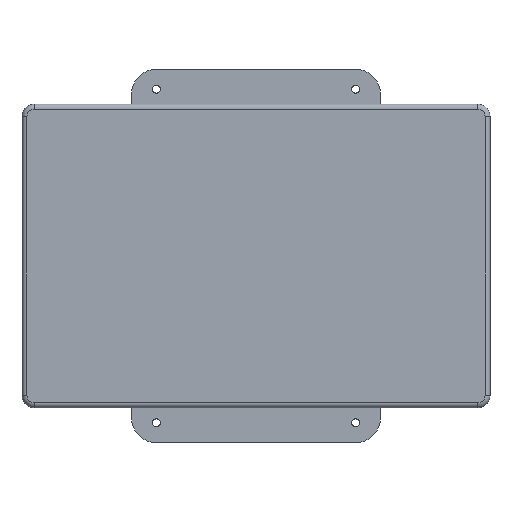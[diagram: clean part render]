
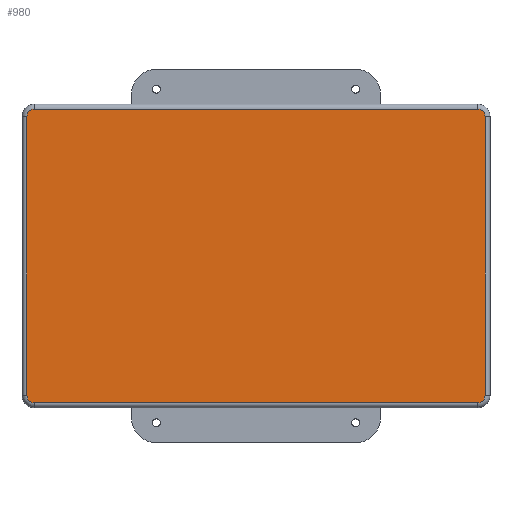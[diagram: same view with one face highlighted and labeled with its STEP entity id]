
A CAD part, top view. The second image highlights one B-rep face of the part: STEP entity #980.
In plain terms, the highlighted planar face has unit normal (0, 0, 1).
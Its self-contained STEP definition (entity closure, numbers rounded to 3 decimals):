
#44=PLANE('',#1047);
#64=CIRCLE('',#1048,3.);
#65=CIRCLE('',#1049,3.);
#66=CIRCLE('',#1050,3.);
#67=CIRCLE('',#1051,3.);
#144=ORIENTED_EDGE('',*,*,#360,.T.);
#145=ORIENTED_EDGE('',*,*,#361,.T.);
#146=ORIENTED_EDGE('',*,*,#362,.T.);
#147=ORIENTED_EDGE('',*,*,#363,.T.);
#148=ORIENTED_EDGE('',*,*,#364,.T.);
#149=ORIENTED_EDGE('',*,*,#365,.T.);
#150=ORIENTED_EDGE('',*,*,#366,.T.);
#151=ORIENTED_EDGE('',*,*,#367,.T.);
#360=EDGE_CURVE('',#464,#465,#64,.F.);
#361=EDGE_CURVE('',#465,#466,#536,.F.);
#362=EDGE_CURVE('',#466,#467,#65,.F.);
#363=EDGE_CURVE('',#467,#468,#537,.F.);
#364=EDGE_CURVE('',#468,#469,#66,.F.);
#365=EDGE_CURVE('',#469,#470,#538,.F.);
#366=EDGE_CURVE('',#470,#471,#67,.F.);
#367=EDGE_CURVE('',#471,#464,#539,.F.);
#464=VERTEX_POINT('',#1458);
#465=VERTEX_POINT('',#1459);
#466=VERTEX_POINT('',#1461);
#467=VERTEX_POINT('',#1463);
#468=VERTEX_POINT('',#1465);
#469=VERTEX_POINT('',#1467);
#470=VERTEX_POINT('',#1469);
#471=VERTEX_POINT('',#1471);
#536=LINE('',#1460,#592);
#537=LINE('',#1464,#593);
#538=LINE('',#1468,#594);
#539=LINE('',#1472,#595);
#592=VECTOR('',#1191,1000.);
#593=VECTOR('',#1194,1000.);
#594=VECTOR('',#1197,1000.);
#595=VECTOR('',#1200,1000.);
#640=EDGE_LOOP('',(#144,#145,#146,#147,#148,#149,#150,#151));
#702=FACE_BOUND('',#640,.T.);
#980=ADVANCED_FACE('',(#702),#44,.F.);
#1047=AXIS2_PLACEMENT_3D('',#1456,#1187,#1188);
#1048=AXIS2_PLACEMENT_3D('',#1457,#1189,#1190);
#1049=AXIS2_PLACEMENT_3D('',#1462,#1192,#1193);
#1050=AXIS2_PLACEMENT_3D('',#1466,#1195,#1196);
#1051=AXIS2_PLACEMENT_3D('',#1470,#1198,#1199);
#1187=DIRECTION('',(0.,0.,-1.));
#1188=DIRECTION('',(-1.,0.,0.));
#1189=DIRECTION('',(0.,0.,-1.));
#1190=DIRECTION('',(-1.,0.,0.));
#1191=DIRECTION('',(-1.,0.,0.));
#1192=DIRECTION('',(0.,0.,-1.));
#1193=DIRECTION('',(-1.,0.,0.));
#1194=DIRECTION('',(0.,-1.,0.));
#1195=DIRECTION('',(0.,0.,-1.));
#1196=DIRECTION('',(-1.,0.,0.));
#1197=DIRECTION('',(1.,0.,0.));
#1198=DIRECTION('',(0.,0.,-1.));
#1199=DIRECTION('',(-1.,0.,0.));
#1200=DIRECTION('',(0.,1.,0.));
#1456=CARTESIAN_POINT('',(-89.,56.,5.));
#1457=CARTESIAN_POINT('',(-89.,-56.,5.));
#1458=CARTESIAN_POINT('',(-92.,-56.,5.));
#1459=CARTESIAN_POINT('',(-89.,-59.,5.));
#1460=CARTESIAN_POINT('',(89.,-59.,5.));
#1461=CARTESIAN_POINT('',(89.,-59.,5.));
#1462=CARTESIAN_POINT('',(89.,-56.,5.));
#1463=CARTESIAN_POINT('',(92.,-56.,5.));
#1464=CARTESIAN_POINT('',(92.,56.,5.));
#1465=CARTESIAN_POINT('',(92.,56.,5.));
#1466=CARTESIAN_POINT('',(89.,56.,5.));
#1467=CARTESIAN_POINT('',(89.,59.,5.));
#1468=CARTESIAN_POINT('',(-89.,59.,5.));
#1469=CARTESIAN_POINT('',(-89.,59.,5.));
#1470=CARTESIAN_POINT('',(-89.,56.,5.));
#1471=CARTESIAN_POINT('',(-92.,56.,5.));
#1472=CARTESIAN_POINT('',(-92.,-56.,5.));
